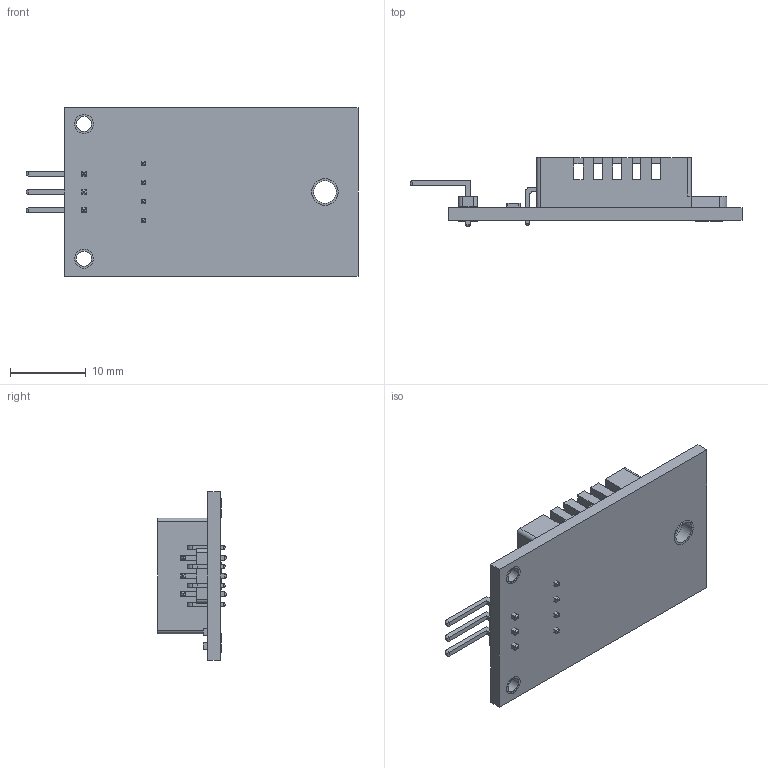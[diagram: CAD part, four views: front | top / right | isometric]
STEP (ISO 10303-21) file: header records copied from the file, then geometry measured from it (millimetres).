
FILE_DESCRIPTION(/* description */ (''),/* implementation_level */ '2;1');
FILE_NAME(/* name */ 'AM2302 v1.step',/* time_stamp */ '2022-01-27T12:33:07+01:00',/* author */ (''),/* organization */ (''),/* preprocessor_version */ 'ST-DEVELOPER v18.1',/* originating_system */ 'Autodesk Translation Framework v10.13.0.1454',/* authorisation */ '');
FILE_SCHEMA (('AUTOMOTIVE_DESIGN { 1 0 10303 214 3 1 1 }'));
Length unit declared in the file: millimetre
Products named in the file (1): AM2302
Bounding box: 43.92 x 9.08 x 22.32 mm (x, y, z)
Volume: 3275.2 mm3; surface area: 3984.4 mm2
Topology: 19 solids, 19 shells, 311 faces, 875 edges, 552 vertices
Faces by surface type: plane 239, cylinder 70, torus 2
Full cylindrical faces by diameter (mm): 2 x6, 2.5 x2, 3 x3, 3.5 x1
Entity records: 10002 total; most frequent: ORIENTED_EDGE 1750, CARTESIAN_POINT 1739, DIRECTION 1605, EDGE_CURVE 875, LINE 769, VECTOR 769, VERTEX_POINT 552, AXIS2_PLACEMENT_3D 418
